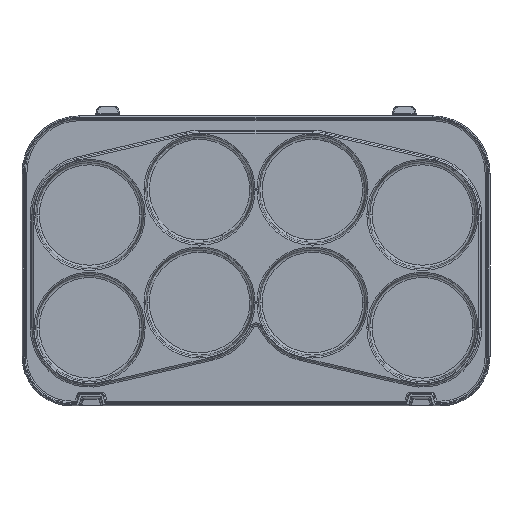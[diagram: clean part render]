
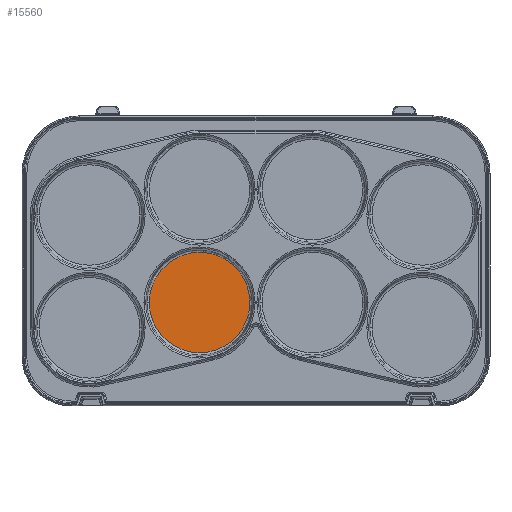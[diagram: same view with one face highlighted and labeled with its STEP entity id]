
A CAD part, top view. The second image highlights one B-rep face of the part: STEP entity #15560.
In plain terms, the highlighted planar face has unit normal (0, 0, 1).
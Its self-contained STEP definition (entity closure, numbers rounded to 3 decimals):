
#13=CARTESIAN_POINT('',(-64.741,-34.25,-7.35));
#14=CARTESIAN_POINT('',(-64.741,-32.385,-7.35));
#15=CARTESIAN_POINT('',(-64.407,-28.716,-7.35));
#16=CARTESIAN_POINT('',(-62.886,-23.282,-7.35));
#17=CARTESIAN_POINT('',(-60.41,-18.256,-7.35));
#18=CARTESIAN_POINT('',(-57.054,-13.751,-7.35));
#19=CARTESIAN_POINT('',(-52.935,-9.938,-7.35));
#20=CARTESIAN_POINT('',(-48.188,-6.939,-7.35));
#21=CARTESIAN_POINT('',(-42.978,-4.853,-7.35));
#22=CARTESIAN_POINT('',(-37.46,-3.763,-7.35));
#23=CARTESIAN_POINT('',(-33.747,-3.693,-7.35));
#24=CARTESIAN_POINT('',(-31.87,-3.84,-7.35));
#66=CARTESIAN_POINT('',(-31.87,-3.84,-7.35));
#84=CARTESIAN_POINT('',(-64.741,-34.25,-7.35));
#85=CARTESIAN_POINT('',(-64.741,-36.216,-7.35));
#86=CARTESIAN_POINT('',(-64.371,-40.076,-7.35));
#87=CARTESIAN_POINT('',(-62.686,-45.775,-7.35));
#88=CARTESIAN_POINT('',(-59.953,-51.002,-7.35));
#89=CARTESIAN_POINT('',(-56.261,-55.625,-7.35));
#90=CARTESIAN_POINT('',(-51.754,-59.448,-7.35));
#91=CARTESIAN_POINT('',(-46.596,-62.338,-7.35));
#92=CARTESIAN_POINT('',(-40.981,-64.184,-7.35));
#93=CARTESIAN_POINT('',(-35.115,-64.919,-7.35));
#94=CARTESIAN_POINT('',(-29.217,-64.516,-7.35));
#95=CARTESIAN_POINT('',(-23.507,-62.989,-7.35));
#96=CARTESIAN_POINT('',(-18.195,-60.395,-7.35));
#97=CARTESIAN_POINT('',(-13.478,-56.83,-7.35));
#98=CARTESIAN_POINT('',(-9.534,-52.428,-7.35));
#99=CARTESIAN_POINT('',(-6.506,-47.35,-7.35));
#100=CARTESIAN_POINT('',(-4.509,-41.787,
-7.35));
#101=CARTESIAN_POINT('',(-3.616,-35.944,
-7.35));
#102=CARTESIAN_POINT('',(-3.859,-30.034,
-7.35));
#103=CARTESIAN_POINT('',(-5.234,-24.279,
-7.35));
#104=CARTESIAN_POINT('',(-7.687,-18.896,
-7.35));
#105=CARTESIAN_POINT('',(-11.127,-14.083,
-7.35));
#106=CARTESIAN_POINT('',(-15.428,-10.021,
-7.35));
#107=CARTESIAN_POINT('',(-20.425,-6.858,
-7.35));
#108=CARTESIAN_POINT('',(-25.941,-4.721,
-7.35));
#109=CARTESIAN_POINT('',(-29.847,-3.998,
-7.35));
#110=CARTESIAN_POINT('',(-31.87,-3.84,
-7.35));
#13544=CARTESIAN_POINT('',(-64.741,-34.25,-7.35));
#13545=VERTEX_POINT('',#13544);
#14420=VERTEX_POINT('',#66);
#15549=CARTESIAN_POINT('',(0.,0.,-7.35));
#15550=DIRECTION('',(0.,0.,1.));
#15551=DIRECTION('',(1.,0.,0.));
#15552=AXIS2_PLACEMENT_3D('',#15549,#15550,#15551);
#15553=PLANE('',#15552);
#15555=ORIENTED_EDGE('',*,*,#15554,.T.);
#15557=ORIENTED_EDGE('',*,*,#15556,.F.);
#15558=EDGE_LOOP('',(#15555,#15557));
#15559=FACE_OUTER_BOUND('',#15558,.F.);
#25=B_SPLINE_CURVE_WITH_KNOTS('',3,(#13,#14,#15,#16,#17,#18,#19,#20,#21,#22,#23,
#24),.UNSPECIFIED.,.F.,.F.,(4,1,1,1,1,1,1,1,1,4),(0.,0.111,
0.222,0.333,0.444,0.556,
0.667,0.778,0.889,1.),.UNSPECIFIED.);
#111=B_SPLINE_CURVE_WITH_KNOTS('',3,(#84,#85,#86,#87,#88,#89,#90,#91,#92,#93,
#94,#95,#96,#97,#98,#99,#100,#101,#102,#103,#104,#105,#106,#107,#108,#109,#110),
.UNSPECIFIED.,.F.,.F.,(4,1,1,1,1,1,1,1,1,1,1,1,1,1,1,1,1,1,1,1,1,1,1,1,4),(0.,
0.042,0.083,0.125,0.167,0.208,
0.25,0.292,0.333,0.375,0.417,
0.458,0.5,0.542,0.583,0.625,
0.667,0.708,0.75,0.792,0.833,
0.875,0.917,0.958,1.),.UNSPECIFIED.);
#15554=EDGE_CURVE('',#13545,#14420,#25,.T.);
#15556=EDGE_CURVE('',#13545,#14420,#111,.T.);
#15560=ADVANCED_FACE('',(#15559),#15553,.T.);
